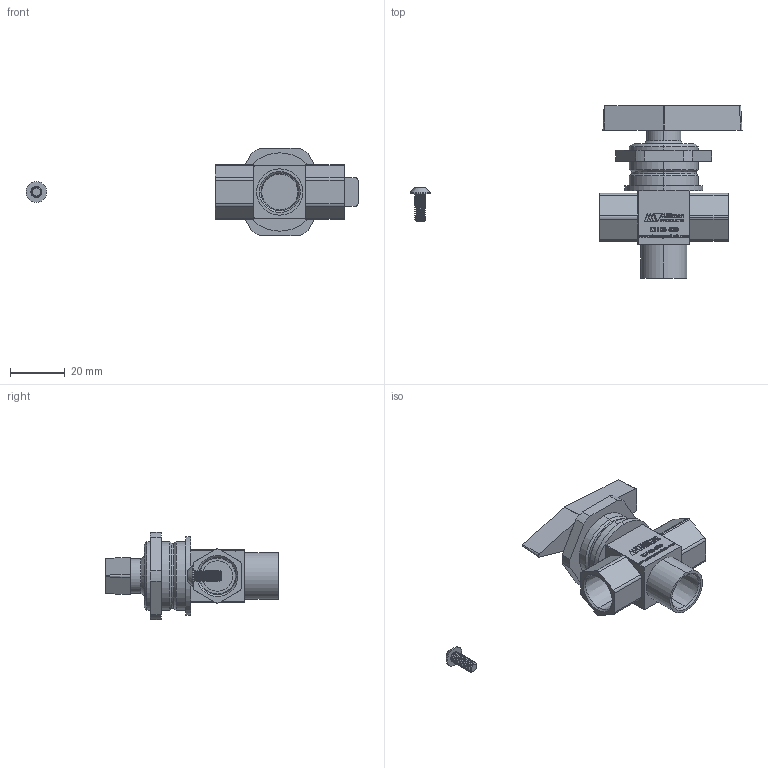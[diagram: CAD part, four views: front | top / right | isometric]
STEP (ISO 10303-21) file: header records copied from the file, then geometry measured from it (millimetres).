
FILE_DESCRIPTION (( 'STEP AP214' ), '1' );
FILE_NAME ('K1100-330-BV-3-WAY-1IN-PNL-MT-WITH-PATCHED-SCR.STEP', '2022-05-25T14:41:16', ( '' ), ( '' ), 'SwSTEP 2.0', 'SolidWorks 2018', '' );
FILE_SCHEMA (( 'AUTOMOTIVE_DESIGN' ));
Length unit declared in the file: inch
Products named in the file (1): K1100-330-BV-3-WAY-1IN-PNL-MT-WITH-PATCHED-SCR
Bounding box: 121.28 x 62.99 x 32 mm (x, y, z)
Volume: 27235.8 mm3; surface area: 11228.1 mm2
Topology: 2 solids, 2 shells, 1432 faces, 3801 edges, 2526 vertices
Faces by surface type: plane 767, bspline 539, cylinder 89, cone 37
Entity records: 69960 total; most frequent: CARTESIAN_POINT 36867, ORIENTED_EDGE 7602, DIRECTION 4589, EDGE_CURVE 3801, VERTEX_POINT 2526, VECTOR 2479, LINE 2479, EDGE_LOOP 1585
